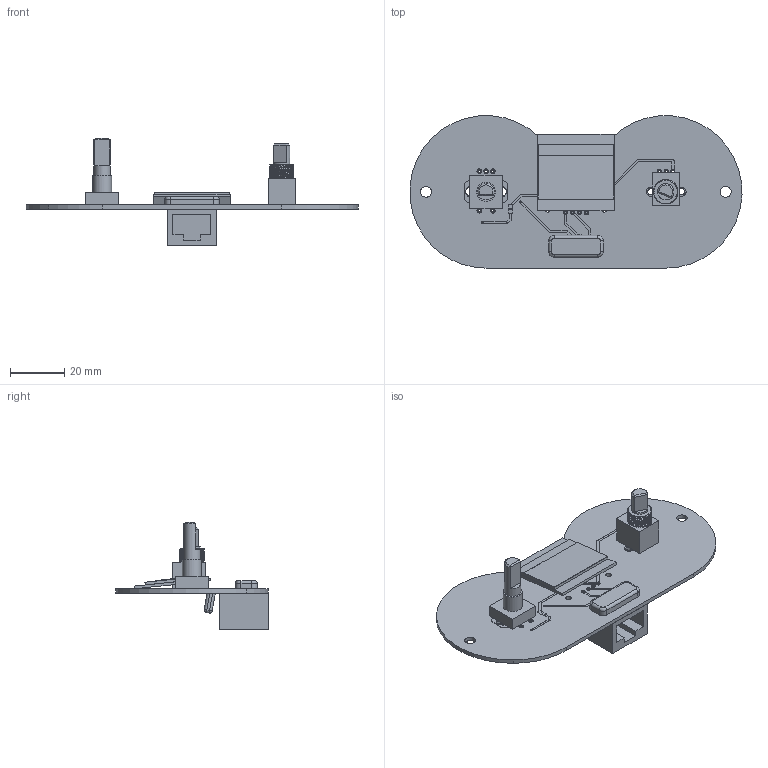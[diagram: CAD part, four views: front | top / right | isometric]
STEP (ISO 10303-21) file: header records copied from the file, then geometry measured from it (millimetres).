
FILE_DESCRIPTION(/* description */ (''),/* implementation_level */ '2;1');
FILE_NAME(/* name */ 'OSSM Remote PCB.step',/* time_stamp */ '2024-09-07T20:12:23-04:00',/* author */ (''),/* organization */ (''),/* preprocessor_version */ 'ST-DEVELOPER v20',/* originating_system */ 'Autodesk Translation Framework v13.14.0.145',/* authorisation */ '');
FILE_SCHEMA (('AUTOMOTIVE_DESIGN { 1 0 10303 214 3 1 1 }'));
Length unit declared in the file: millimetre
Products named in the file (2): OSSM Remote PCB; OSSM Remote
Assembly tree (1 placements, depth 2):
  OSSM Remote PCB
    OSSM Remote
Bounding box: 121.9 x 55.92 x 39.4 mm (x, y, z)
Volume: 16589.8 mm3; surface area: 22624.4 mm2
Topology: 139 solids, 139 shells, 1190 faces, 2693 edges, 1786 vertices
Faces by surface type: plane 659, cylinder 515, bspline 10, sphere 4, cone 2
Full cylindrical faces by diameter (mm): 0.28 x9, 0.35 x6, 0.83 x40, 0.9 x16, 0.93 x60, 1 x26, 1.53 x10, 1.6 x4, 2 x4, 2.24 x10, 2.31 x4, 2.93 x10, 3 x2, 3.2 x2, 4 x2, 6 x2, 7 x1, 8.351 x3, 8.927 x6
Entity records: 35712 total; most frequent: CARTESIAN_POINT 7338, DIRECTION 6011, ORIENTED_EDGE 5386, EDGE_CURVE 2693, AXIS2_PLACEMENT_3D 2187, VERTEX_POINT 1786, LINE 1637, VECTOR 1637
